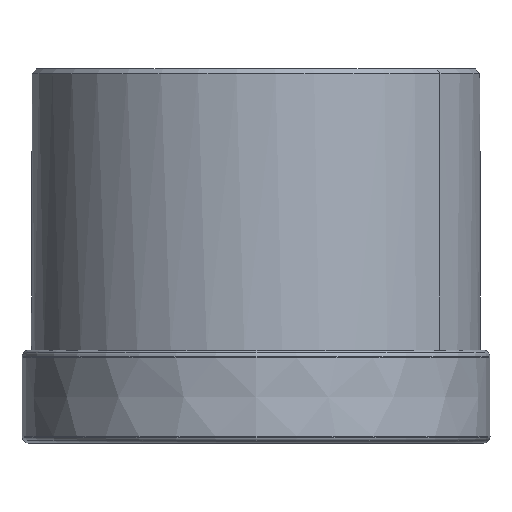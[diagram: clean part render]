
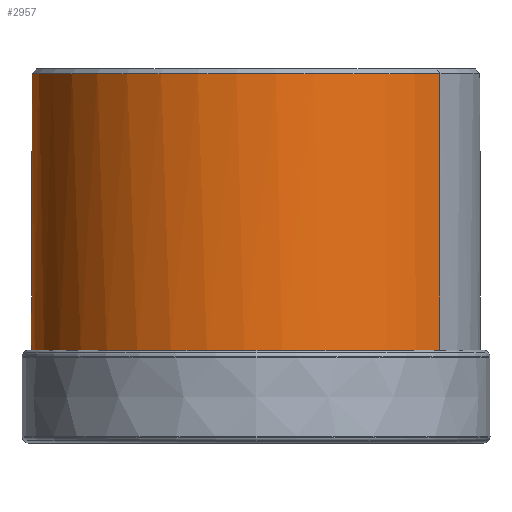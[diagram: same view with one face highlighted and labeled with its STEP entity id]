
A CAD part, left-side view. The second image highlights one B-rep face of the part: STEP entity #2957.
In plain terms, the highlighted cylindrical face has radius 24 mm (diameter 48 mm), a partial arc.
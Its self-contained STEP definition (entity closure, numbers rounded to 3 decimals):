
#64=CARTESIAN_POINT('',(0.,0.,-0.5));
#65=DIRECTION('',(0.,0.,1.));
#66=DIRECTION('',(0.574,0.819,0.));
#67=AXIS2_PLACEMENT_3D('',#64,#65,#66);
#1162=CARTESIAN_POINT('',(0.,0.,-30.055));
#1163=DIRECTION('',(0.,0.,-1.));
#1164=DIRECTION('',(0.,1.,0.));
#1165=AXIS2_PLACEMENT_3D('',#1162,#1163,#1164);
#1170=DIRECTION('',(0.,0.,1.));
#1171=VECTOR('',#1170,29.555);
#1172=CARTESIAN_POINT('',(13.766,19.66,-30.055));
#1173=LINE('',#1172,#1171);
#1177=DIRECTION('',(0.,0.,1.));
#1178=VECTOR('',#1177,29.555);
#1179=CARTESIAN_POINT('',(-13.766,-19.66,
-30.055));
#1180=LINE('',#1179,#1178);
#1184=CARTESIAN_POINT('',(0.,0.,-30.055));
#1185=DIRECTION('',(0.,0.,-1.));
#1186=DIRECTION('',(-0.574,-0.819,0.));
#1187=AXIS2_PLACEMENT_3D('',#1184,#1185,#1186);
#1192=CARTESIAN_POINT('',(13.766,19.66,-0.5));
#1194=VERTEX_POINT('',#1192);
#1230=CARTESIAN_POINT('',(-13.766,-19.66,-0.5));
#1232=VERTEX_POINT('',#1230);
#1306=CARTESIAN_POINT('',(13.766,19.66,-30.055));
#1308=VERTEX_POINT('',#1306);
#1310=CARTESIAN_POINT('',(-13.766,-19.66,
-30.055));
#1311=VERTEX_POINT('',#1310);
#1312=CARTESIAN_POINT('',(0.,24.,-30.055));
#1313=VERTEX_POINT('',#1312);
#2945=CARTESIAN_POINT('',(0.,0.,50.653));
#2946=DIRECTION('',(0.,0.,-1.));
#2947=DIRECTION('',(-0.574,-0.819,0.));
#2948=AXIS2_PLACEMENT_3D('',#2945,#2946,#2947);
#2949=CYLINDRICAL_SURFACE('',#2948,24.);
#2950=ORIENTED_EDGE('',*,*,#2925,.T.);
#2951=ORIENTED_EDGE('',*,*,#2914,.T.);
#2952=ORIENTED_EDGE('',*,*,#1339,.T.);
#2953=ORIENTED_EDGE('',*,*,#2911,.F.);
#2954=ORIENTED_EDGE('',*,*,#2886,.T.);
#2955=EDGE_LOOP('',(#2950,#2951,#2952,#2953,#2954));
#2956=FACE_OUTER_BOUND('',#2955,.F.);
#68=CIRCLE('',#67,24.);
#1166=CIRCLE('',#1165,24.);
#1188=CIRCLE('',#1187,24.);
#1339=EDGE_CURVE('',#1194,#1232,#68,.T.);
#2886=EDGE_CURVE('',#1311,#1313,#1188,.T.);
#2911=EDGE_CURVE('',#1311,#1232,#1180,.T.);
#2914=EDGE_CURVE('',#1308,#1194,#1173,.T.);
#2925=EDGE_CURVE('',#1313,#1308,#1166,.T.);
#2957=ADVANCED_FACE('',(#2956),#2949,.T.);
